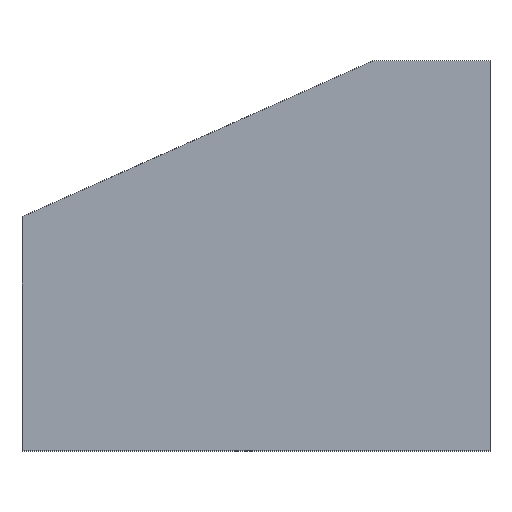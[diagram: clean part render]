
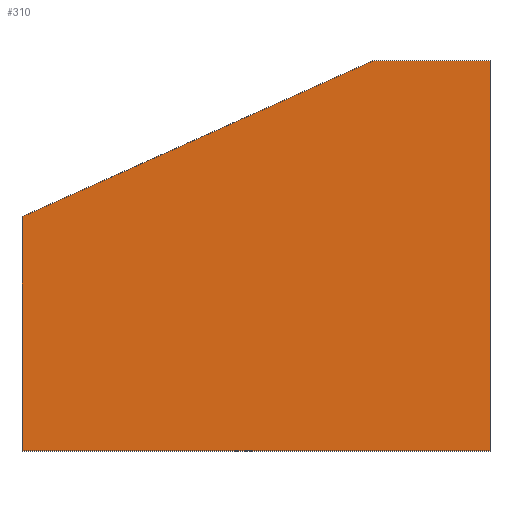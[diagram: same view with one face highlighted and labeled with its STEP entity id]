
A CAD part, top view. The second image highlights one B-rep face of the part: STEP entity #310.
In plain terms, the highlighted planar face has unit normal (0, 0, 1).
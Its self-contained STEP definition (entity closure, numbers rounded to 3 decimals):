
#7 = LINE ( 'NONE', #107, #15 ) ;
#10 = ORIENTED_EDGE ( 'NONE', *, *, #41, .T. ) ;
#15 = VECTOR ( 'NONE', #205, 1000. ) ;
#33 = EDGE_LOOP ( 'NONE', ( #101, #184, #267, #10, #81 ) ) ;
#35 = CARTESIAN_POINT ( 'NONE',  ( 0., 50., 21. ) ) ;
#41 = EDGE_CURVE ( 'NONE', #134, #87, #7, .T. ) ;
#56 = EDGE_CURVE ( 'NONE', #87, #276, #86, .T. ) ;
#63 = DIRECTION ( 'NONE',  ( 1., 0., 0. ) ) ;
#67 = EDGE_CURVE ( 'NONE', #125, #134, #180, .T. ) ;
#78 = CARTESIAN_POINT ( 'NONE',  ( 0., 0., 21. ) ) ;
#80 = VERTEX_POINT ( 'NONE', #35 ) ;
#81 = ORIENTED_EDGE ( 'NONE', *, *, #56, .T. ) ;
#85 = VECTOR ( 'NONE', #63, 1000. ) ;
#86 = LINE ( 'NONE', #89, #85 ) ;
#87 = VERTEX_POINT ( 'NONE', #135 ) ;
#89 = CARTESIAN_POINT ( 'NONE',  ( 0., 0., 21. ) ) ;
#93 = LINE ( 'NONE', #237, #146 ) ;
#96 = FACE_OUTER_BOUND ( 'NONE', #33, .T. ) ;
#97 = PLANE ( 'NONE',  #289 ) ;
#100 = DIRECTION ( 'NONE',  ( -1., 0., 0. ) ) ;
#101 = ORIENTED_EDGE ( 'NONE', *, *, #175, .T. ) ;
#107 = CARTESIAN_POINT ( 'NONE',  ( -60., 0., 21. ) ) ;
#113 = DIRECTION ( 'NONE',  ( -0.914, -0.406, 0. ) ) ;
#118 = LINE ( 'NONE', #240, #235 ) ;
#125 = VERTEX_POINT ( 'NONE', #145 ) ;
#130 = CARTESIAN_POINT ( 'NONE',  ( -60., 30., 21. ) ) ;
#134 = VERTEX_POINT ( 'NONE', #260 ) ;
#135 = CARTESIAN_POINT ( 'NONE',  ( -60., 0., 21. ) ) ;
#145 = CARTESIAN_POINT ( 'NONE',  ( -15., 50., 21. ) ) ;
#146 = VECTOR ( 'NONE', #192, 1000. ) ;
#152 = DIRECTION ( 'NONE',  ( 0., 0., -1. ) ) ;
#175 = EDGE_CURVE ( 'NONE', #276, #80, #93, .T. ) ;
#180 = LINE ( 'NONE', #130, #218 ) ;
#184 = ORIENTED_EDGE ( 'NONE', *, *, #194, .T. ) ;
#192 = DIRECTION ( 'NONE',  ( 0., 1., 0. ) ) ;
#194 = EDGE_CURVE ( 'NONE', #80, #125, #118, .T. ) ;
#205 = DIRECTION ( 'NONE',  ( 0., -1., 0. ) ) ;
#218 = VECTOR ( 'NONE', #113, 1000. ) ;
#220 = DIRECTION ( 'NONE',  ( -1., 0., 0. ) ) ;
#235 = VECTOR ( 'NONE', #220, 1000. ) ;
#237 = CARTESIAN_POINT ( 'NONE',  ( 0., 50., 21. ) ) ;
#240 = CARTESIAN_POINT ( 'NONE',  ( -15., 50., 21. ) ) ;
#260 = CARTESIAN_POINT ( 'NONE',  ( -60., 30., 21. ) ) ;
#267 = ORIENTED_EDGE ( 'NONE', *, *, #67, .T. ) ;
#276 = VERTEX_POINT ( 'NONE', #78 ) ;
#289 = AXIS2_PLACEMENT_3D ( 'NONE', #314, #152, #100 ) ;
#310 = ADVANCED_FACE ( 'NONE', ( #96 ), #97, .F. ) ;
#314 = CARTESIAN_POINT ( 'NONE',  ( 0., 0., 21. ) ) ;
